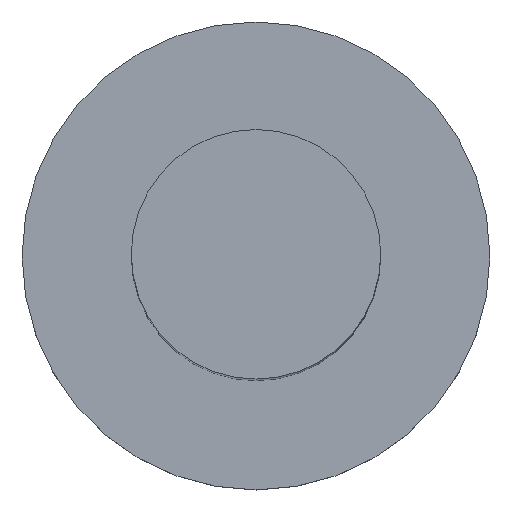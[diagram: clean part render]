
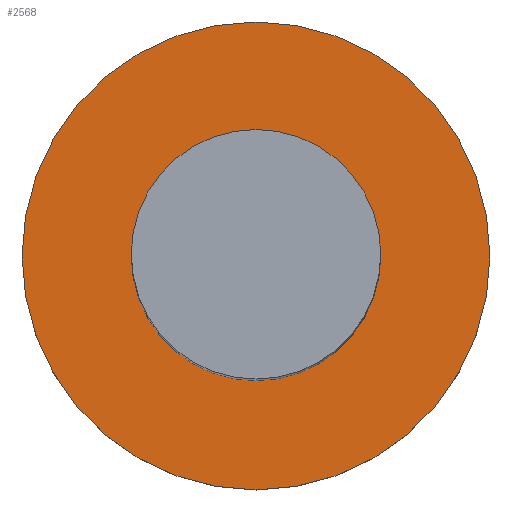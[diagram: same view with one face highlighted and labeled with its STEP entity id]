
A CAD part, top view. The second image highlights one B-rep face of the part: STEP entity #2568.
In plain terms, the highlighted planar face has unit normal (0, 0, 1).
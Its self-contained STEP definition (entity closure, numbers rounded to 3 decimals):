
#137 = EDGE_CURVE ( 'NONE', #1219, #866, #4203, .T. ) ;
#201 = DIRECTION ( 'NONE',  ( 0., 1., 0. ) ) ;
#217 = CARTESIAN_POINT ( 'NONE',  ( 0., 0., 32. ) ) ;
#463 = CARTESIAN_POINT ( 'NONE',  ( 0., 37.5, 32. ) ) ;
#860 = CARTESIAN_POINT ( 'NONE',  ( 0., 0., 32. ) ) ;
#866 = VERTEX_POINT ( 'NONE', #4612 ) ;
#1051 = AXIS2_PLACEMENT_3D ( 'NONE', #217, #3856, #201 ) ;
#1088 = EDGE_LOOP ( 'NONE', ( #1694, #3944 ) ) ;
#1150 = VERTEX_POINT ( 'NONE', #1918 ) ;
#1203 = DIRECTION ( 'NONE',  ( 0., 0., -1. ) ) ;
#1217 = CIRCLE ( 'NONE', #2969, 20. ) ;
#1219 = VERTEX_POINT ( 'NONE', #3198 ) ;
#1240 = DIRECTION ( 'NONE',  ( 0., 0., -1. ) ) ;
#1486 = ORIENTED_EDGE ( 'NONE', *, *, #4099, .F. ) ;
#1524 = CIRCLE ( 'NONE', #3455, 37.5 ) ;
#1554 = DIRECTION ( 'NONE',  ( 0., 0., -1. ) ) ;
#1580 = ORIENTED_EDGE ( 'NONE', *, *, #137, .F. ) ;
#1608 = DIRECTION ( 'NONE',  ( 0., 1., 0. ) ) ;
#1622 = CARTESIAN_POINT ( 'NONE',  ( 0., 0., 32. ) ) ;
#1694 = ORIENTED_EDGE ( 'NONE', *, *, #4685, .T. ) ;
#1918 = CARTESIAN_POINT ( 'NONE',  ( 0., -20., 32. ) ) ;
#1995 = DIRECTION ( 'NONE',  ( 0., -1., 0. ) ) ;
#2313 = DIRECTION ( 'NONE',  ( 0., 1., 0. ) ) ;
#2376 = FACE_OUTER_BOUND ( 'NONE', #3461, .T. ) ;
#2568 = ADVANCED_FACE ( 'NONE', ( #4647, #2376 ), #3409, .T. ) ;
#2969 = AXIS2_PLACEMENT_3D ( 'NONE', #1622, #1240, #1608 ) ;
#3044 = AXIS2_PLACEMENT_3D ( 'NONE', #860, #1203, #3783 ) ;
#3098 = VERTEX_POINT ( 'NONE', #4325 ) ;
#3198 = CARTESIAN_POINT ( 'NONE',  ( 0., 37.5, 32. ) ) ;
#3409 = PLANE ( 'NONE',  #4227 ) ;
#3455 = AXIS2_PLACEMENT_3D ( 'NONE', #4539, #1554, #2313 ) ;
#3461 = EDGE_LOOP ( 'NONE', ( #1580, #1486 ) ) ;
#3763 = DIRECTION ( 'NONE',  ( 0., 0., 1. ) ) ;
#3783 = DIRECTION ( 'NONE',  ( 0., 1., 0. ) ) ;
#3856 = DIRECTION ( 'NONE',  ( 0., 0., -1. ) ) ;
#3944 = ORIENTED_EDGE ( 'NONE', *, *, #4653, .T. ) ;
#4099 = EDGE_CURVE ( 'NONE', #866, #1219, #1524, .T. ) ;
#4203 = CIRCLE ( 'NONE', #1051, 37.5 ) ;
#4227 = AXIS2_PLACEMENT_3D ( 'NONE', #463, #3763, #1995 ) ;
#4325 = CARTESIAN_POINT ( 'NONE',  ( 0., 20., 32. ) ) ;
#4539 = CARTESIAN_POINT ( 'NONE',  ( 0., 0., 32. ) ) ;
#4612 = CARTESIAN_POINT ( 'NONE',  ( 0., -37.5, 32. ) ) ;
#4632 = CIRCLE ( 'NONE', #3044, 20. ) ;
#4647 = FACE_BOUND ( 'NONE', #1088, .T. ) ;
#4653 = EDGE_CURVE ( 'NONE', #1150, #3098, #1217, .T. ) ;
#4685 = EDGE_CURVE ( 'NONE', #3098, #1150, #4632, .T. ) ;
